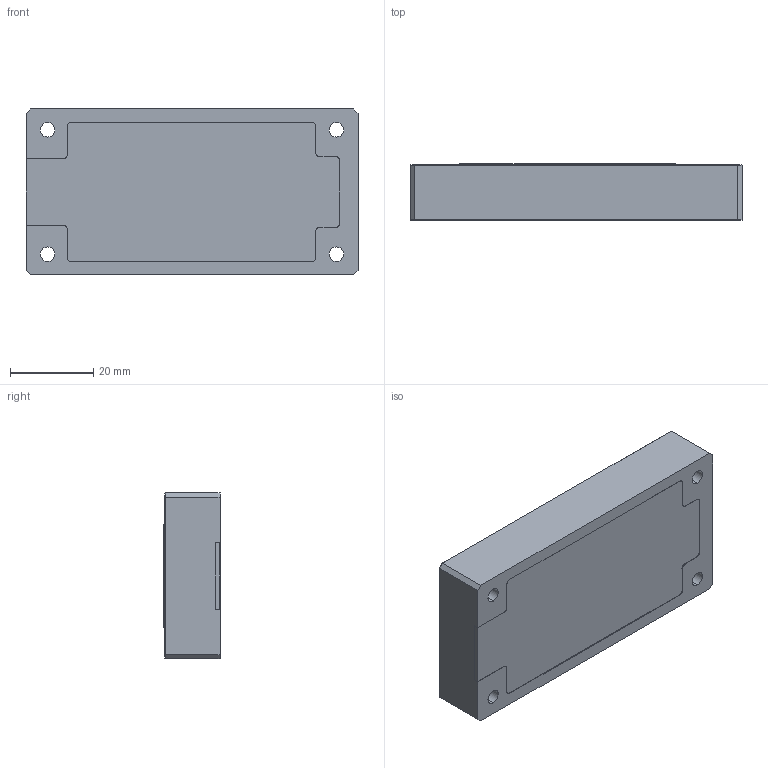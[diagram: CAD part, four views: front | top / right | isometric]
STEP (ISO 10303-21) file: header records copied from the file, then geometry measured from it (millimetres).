
FILE_DESCRIPTION (( 'STEP AP203' ), '1' );
FILE_NAME ('SD30.C.enduser.STEP', '2025-06-27T07:24:11', ( '' ), ( '' ), 'SwSTEP 2.0', 'SolidWorks 2020', '' );
FILE_SCHEMA (( 'CONFIG_CONTROL_DESIGN' ));
Length unit declared in the file: millimetre
Products named in the file (4): 葩璃 Cover bottom^S30_web; SD30.C.enduser; 葩璃 LX30-1^S30_web; 葩璃 Cover top^S30_web
Assembly tree (3 placements, depth 2):
  SD30.C.enduser
    葩璃 LX30-1^S30_web
    葩璃 Cover bottom^S30_web
    葩璃 Cover top^S30_web
Bounding box: 80 x 13.5 x 40 mm (x, y, z)
Volume: 41244.7 mm3; surface area: 17471.6 mm2
Topology: 3 solids, 3 shells, 170 faces, 420 edges, 258 vertices
Faces by surface type: plane 70, cylinder 60, cone 40
Entity records: 5358 total; most frequent: DIRECTION 908, CARTESIAN_POINT 842, ORIENTED_EDGE 816, EDGE_CURVE 408, AXIS2_PLACEMENT_3D 324, LINE 260, VECTOR 260, VERTEX_POINT 258
